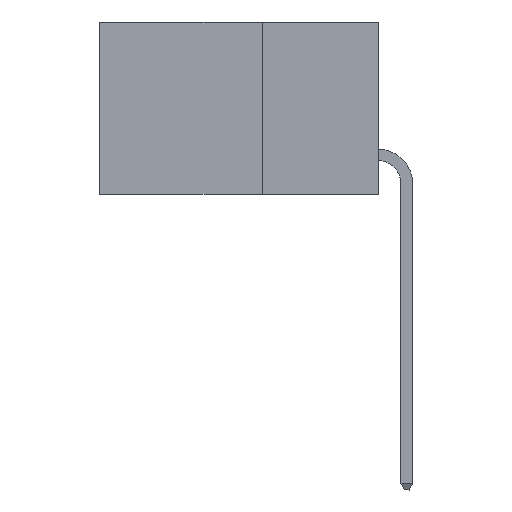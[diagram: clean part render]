
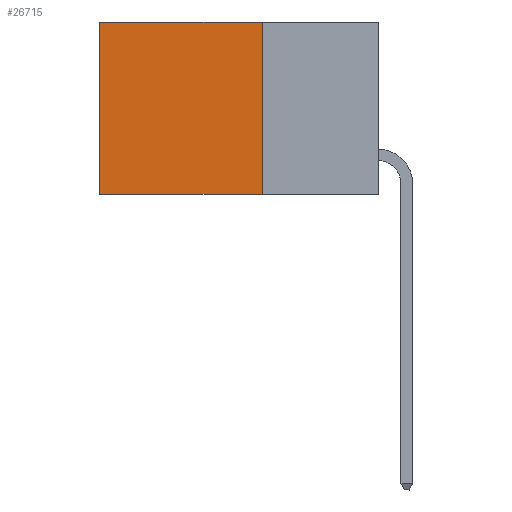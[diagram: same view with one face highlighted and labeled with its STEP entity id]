
A CAD part, left-side view. The second image highlights one B-rep face of the part: STEP entity #26715.
In plain terms, the highlighted planar face has unit normal (-1, 0, 0).
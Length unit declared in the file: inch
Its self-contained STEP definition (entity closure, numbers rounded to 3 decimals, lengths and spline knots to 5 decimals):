
#218 = VECTOR ( 'NONE', #12092, 39.37008 ) ;
#1558 = DIRECTION ( 'NONE',  ( 0., 1., 0. ) ) ;
#1562 = ORIENTED_EDGE ( 'NONE', *, *, #8846, .F. ) ;
#2239 = CARTESIAN_POINT ( 'NONE',  ( 0.298, 0.25, 0. ) ) ;
#2537 = LINE ( 'NONE', #12725, #218 ) ;
#3739 = ORIENTED_EDGE ( 'NONE', *, *, #3755, .T. ) ;
#3755 = EDGE_CURVE ( 'NONE', #10445, #27989, #2537, .T. ) ;
#4472 = VERTEX_POINT ( 'NONE', #29659 ) ;
#4503 = VECTOR ( 'NONE', #14693, 39.37008 ) ;
#4676 = DIRECTION ( 'NONE',  ( 0., 0., -1. ) ) ;
#5342 = ORIENTED_EDGE ( 'NONE', *, *, #23538, .F. ) ;
#8846 = EDGE_CURVE ( 'NONE', #14054, #4472, #23759, .T. ) ;
#9977 = VECTOR ( 'NONE', #22778, 39.37008 ) ;
#10270 = EDGE_CURVE ( 'NONE', #14054, #10445, #18922, .T. ) ;
#10445 = VERTEX_POINT ( 'NONE', #28904 ) ;
#12092 = DIRECTION ( 'NONE',  ( 0., 0., -1. ) ) ;
#12725 = CARTESIAN_POINT ( 'NONE',  ( 0.298, 0.6, 0. ) ) ;
#14054 = VERTEX_POINT ( 'NONE', #27195 ) ;
#14693 = DIRECTION ( 'NONE',  ( 0., 0., -1. ) ) ;
#15561 = CARTESIAN_POINT ( 'NONE',  ( 0.298, 0.25, 0. ) ) ;
#15890 = CARTESIAN_POINT ( 'NONE',  ( 0.298, 0.25, 0. ) ) ;
#16361 = LINE ( 'NONE', #20278, #9977 ) ;
#18922 = LINE ( 'NONE', #15890, #31106 ) ;
#19007 = DIRECTION ( 'NONE',  ( 1., 0., 0. ) ) ;
#20231 = EDGE_LOOP ( 'NONE', ( #3739, #5342, #1562, #28724 ) ) ;
#20278 = CARTESIAN_POINT ( 'NONE',  ( 0.298, 0.25, -0.37 ) ) ;
#22778 = DIRECTION ( 'NONE',  ( 0., 1., 0. ) ) ;
#23538 = EDGE_CURVE ( 'NONE', #4472, #27989, #16361, .T. ) ;
#23759 = LINE ( 'NONE', #15561, #4503 ) ;
#24939 = AXIS2_PLACEMENT_3D ( 'NONE', #2239, #19007, #4676 ) ;
#26715 = ADVANCED_FACE ( 'NONE', ( #28427 ), #31138, .F. ) ;
#27195 = CARTESIAN_POINT ( 'NONE',  ( 0.298, 0.25, 0. ) ) ;
#27989 = VERTEX_POINT ( 'NONE', #30240 ) ;
#28427 = FACE_OUTER_BOUND ( 'NONE', #20231, .T. ) ;
#28724 = ORIENTED_EDGE ( 'NONE', *, *, #10270, .T. ) ;
#28904 = CARTESIAN_POINT ( 'NONE',  ( 0.298, 0.6, 0. ) ) ;
#29659 = CARTESIAN_POINT ( 'NONE',  ( 0.298, 0.25, -0.37 ) ) ;
#30240 = CARTESIAN_POINT ( 'NONE',  ( 0.298, 0.6, -0.37 ) ) ;
#31106 = VECTOR ( 'NONE', #1558, 39.37008 ) ;
#31138 = PLANE ( 'NONE',  #24939 ) ;
